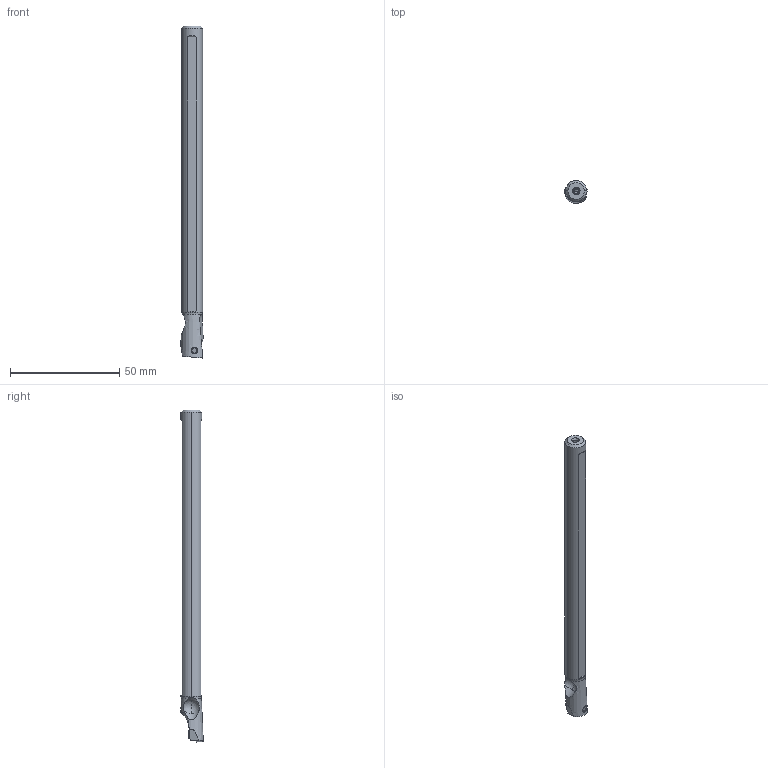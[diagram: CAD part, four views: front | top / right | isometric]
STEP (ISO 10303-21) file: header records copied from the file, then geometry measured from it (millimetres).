
FILE_DESCRIPTION(/* description */ (''),/* implementation_level */ '2;1');
FILE_NAME(/* name */ 'S-FSCLPL-062_5-C.stp',/* time_stamp */ '2021-11-11T11:27:12+09:00',/* author */ (''),/* organization */ (''),/* preprocessor_version */ 'ST-DEVELOPER v16',/* originating_system */ 'SIEMENS PLM Software NX 10.0',/* authorisation */ '');
FILE_SCHEMA (('AUTOMOTIVE_DESIGN { 1 0 10303 214 3 1 1 1 }'));
Length unit declared in the file: millimetre
Products named in the file (1): S-FSCLPL-062_5-C_ASM
Bounding box: 10.29 x 10.35 x 151.92 mm (x, y, z)
Volume: 9203.3 mm3; surface area: 5795.7 mm2
Topology: 2 solids, 2 shells, 98 faces, 266 edges, 173 vertices
Faces by surface type: cylinder 37, plane 27, cone 18, torus 10, sphere 6
Entity records: 4042 total; most frequent: CARTESIAN_POINT 1505, ORIENTED_EDGE 524, DIRECTION 513, EDGE_CURVE 262, AXIS2_PLACEMENT_3D 209, VERTEX_POINT 170, EDGE_LOOP 104, ADVANCED_FACE 98
